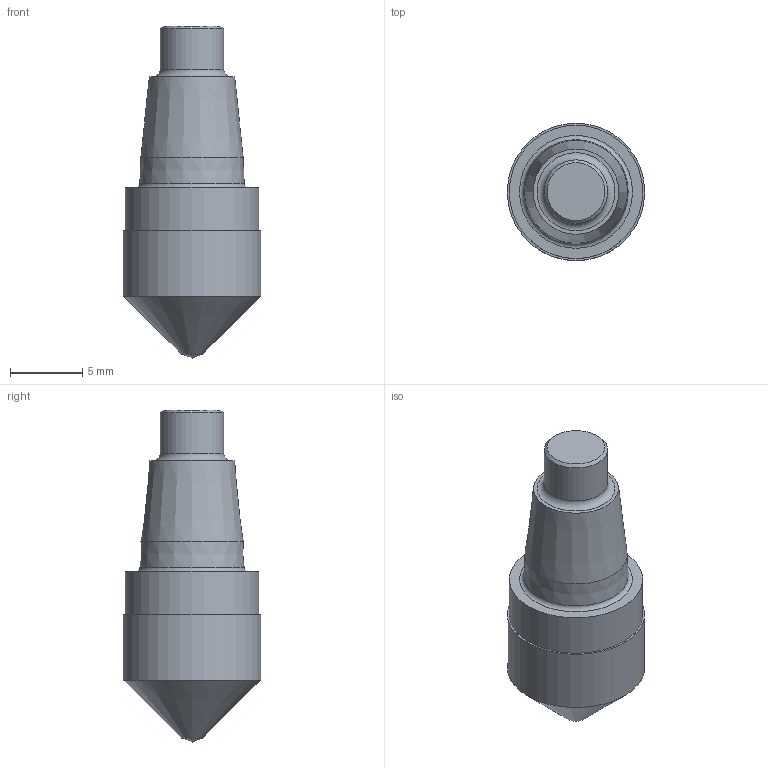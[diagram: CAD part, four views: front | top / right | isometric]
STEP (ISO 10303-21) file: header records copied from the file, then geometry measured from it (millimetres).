
FILE_DESCRIPTION(/* description */ (''),/* implementation_level */ '2;1');
FILE_NAME(/* name */ '1552041014176.stp',/* time_stamp */ '2019-03-08T11:30:35+01:00',/* author */ (''),/* organization */ ('SMS'),/* preprocessor_version */ 'ST-DEVELOPER v15',/* originating_system */ 'SIEMENS PLM Software NX 8.5',/* authorisation */ '');
FILE_SCHEMA (('AUTOMOTIVE_DESIGN { 1 0 10303 214 3 1 1 1 }'));
Length unit declared in the file: millimetre
Products named in the file (1): 202193497mod000_02
Bounding box: 9.53 x 9.53 x 23 mm (x, y, z)
Volume: 961.4 mm3; surface area: 725.9 mm2
Topology: 2 solids, 2 shells, 16 faces, 30 edges, 29 vertices
Faces by surface type: plane 6, cone 5, cylinder 3, torus 2
Full cylindrical faces by diameter (mm): 4.4 x1, 9.25 x1, 9.525 x1
Entity records: 442 total; most frequent: DIRECTION 72, CARTESIAN_POINT 67, AXIS2_PLACEMENT_3D 34, EDGE_LOOP 28, ORIENTED_EDGE 28, FACE_BOUND 26, ADVANCED_FACE 16, VERTEX_POINT 15
